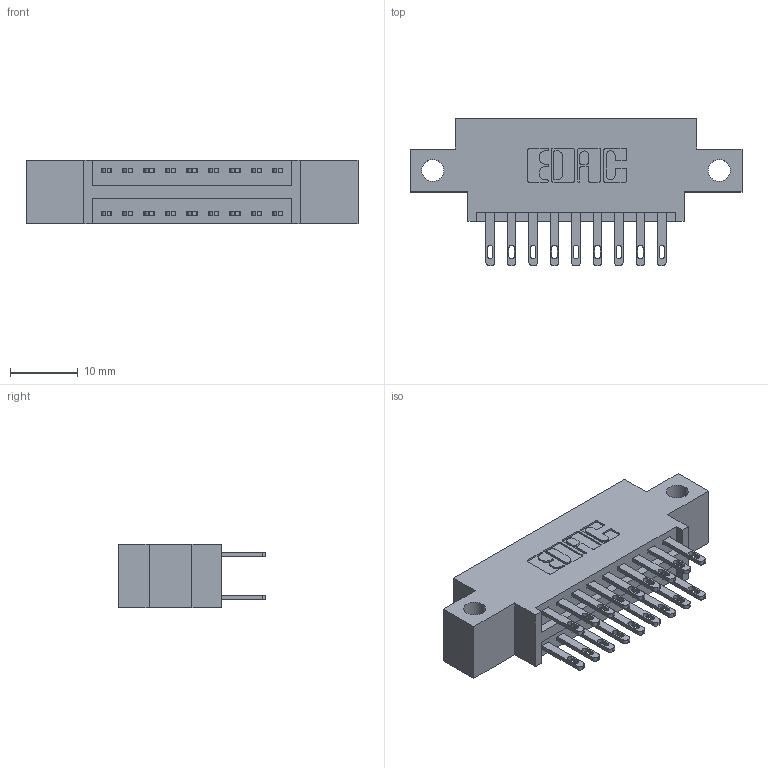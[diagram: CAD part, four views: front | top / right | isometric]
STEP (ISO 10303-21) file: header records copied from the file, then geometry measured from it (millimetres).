
FILE_DESCRIPTION (( 'STEP AP203' ), '1' );
FILE_NAME ('346-018-500-812.STEP', '2022-05-18T16:51:35', ( '' ), ( '' ), 'SwSTEP 2.0', 'SolidWorks 2020', '' );
FILE_SCHEMA (( 'CONFIG_CONTROL_DESIGN' ));
Length unit declared in the file: inch
Products named in the file (3): 346 Part_0.170 Offset - Side Mount; 345-292-001_345-293-100; 346-018-500-812
Assembly tree (19 placements, depth 2):
  346-018-500-812
    346 Part_0.170 Offset - Side Mount
    345-292-001_345-293-100  x18
Bounding box: 49.15 x 21.84 x 9.4 mm (x, y, z)
Volume: 217 mm3; surface area: 5690.5 mm2
Topology: 18 solids, 19 shells, 990 faces, 2987 edges, 1990 vertices
Faces by surface type: plane 602, cylinder 388
Entity records: 10381 total; most frequent: CARTESIAN_POINT 1756, ORIENTED_EDGE 1690, DIRECTION 1601, EDGE_CURVE 845, VECTOR 673, LINE 673, VERTEX_POINT 562, AXIS2_PLACEMENT_3D 464
